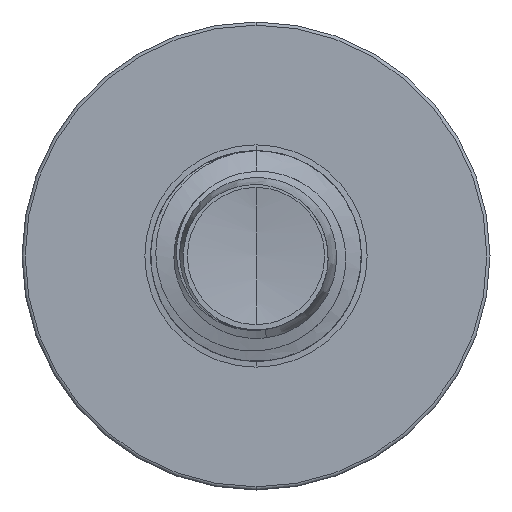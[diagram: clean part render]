
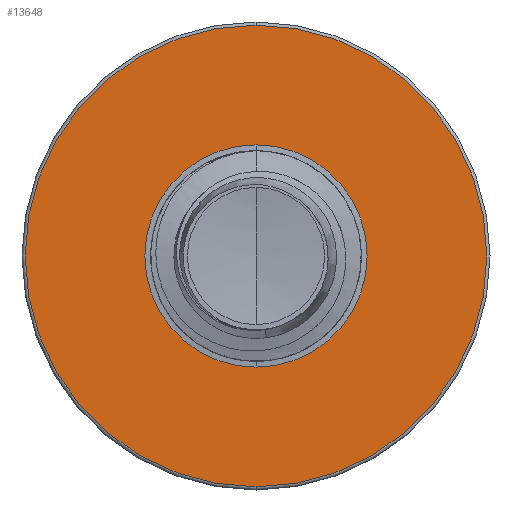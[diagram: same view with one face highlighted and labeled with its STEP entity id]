
A CAD part, front view. The second image highlights one B-rep face of the part: STEP entity #13648.
In plain terms, the highlighted planar face has unit normal (0, -1, 0).
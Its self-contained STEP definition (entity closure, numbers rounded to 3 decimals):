
#269 = EDGE_CURVE ( 'NONE', #21371, #15963, #6416, .T. ) ;
#315 = EDGE_CURVE ( 'NONE', #19520, #11962, #11587, .T. ) ;
#2217 = FACE_OUTER_BOUND ( 'NONE', #10611, .T. ) ;
#3287 = AXIS2_PLACEMENT_3D ( 'NONE', #3895, #3865, #3828 ) ;
#3828 = DIRECTION ( 'NONE',  ( 0., 0., 1. ) ) ;
#3865 = DIRECTION ( 'NONE',  ( 0., 1., 0. ) ) ;
#3895 = CARTESIAN_POINT ( 'NONE',  ( 0., 11., 0. ) ) ;
#4411 = CARTESIAN_POINT ( 'NONE',  ( 0., 11., -2.375 ) ) ;
#4912 = CARTESIAN_POINT ( 'NONE',  ( 0., 11., 0. ) ) ;
#5436 = ORIENTED_EDGE ( 'NONE', *, *, #19266, .F. ) ;
#5772 = DIRECTION ( 'NONE',  ( 0., 1., 0. ) ) ;
#6416 = CIRCLE ( 'NONE', #8705, 2.375 ) ;
#6440 = CARTESIAN_POINT ( 'NONE',  ( 0., 11., 0. ) ) ;
#6487 = CARTESIAN_POINT ( 'NONE',  ( 0., 11., 0. ) ) ;
#7228 = AXIS2_PLACEMENT_3D ( 'NONE', #6487, #7969, #7230 ) ;
#7230 = DIRECTION ( 'NONE',  ( 0., 0., 1. ) ) ;
#7317 = DIRECTION ( 'NONE',  ( 0., 0., 1. ) ) ;
#7620 = CARTESIAN_POINT ( 'NONE',  ( 0., 11., -4.932 ) ) ;
#7909 = DIRECTION ( 'NONE',  ( 0., 0., 1. ) ) ;
#7969 = DIRECTION ( 'NONE',  ( 0., 1., 0. ) ) ;
#8114 = CIRCLE ( 'NONE', #3287, 2.375 ) ;
#8705 = AXIS2_PLACEMENT_3D ( 'NONE', #6440, #5772, #7909 ) ;
#9362 = CARTESIAN_POINT ( 'NONE',  ( 0., 11., 4.933 ) ) ;
#10611 = EDGE_LOOP ( 'NONE', ( #5436, #21688 ) ) ;
#11302 = EDGE_LOOP ( 'NONE', ( #18903, #18676 ) ) ;
#11587 = CIRCLE ( 'NONE', #7228, 4.933 ) ;
#11962 = VERTEX_POINT ( 'NONE', #9362 ) ;
#13648 = ADVANCED_FACE ( 'NONE', ( #2217, #17195 ), #15760, .F. ) ;
#13775 = AXIS2_PLACEMENT_3D ( 'NONE', #4912, #17776, #7317 ) ;
#13968 = CIRCLE ( 'NONE', #13775, 4.933 ) ;
#15737 = DIRECTION ( 'NONE',  ( 0., 0., 1. ) ) ;
#15760 = PLANE ( 'NONE',  #18777 ) ;
#15822 = CARTESIAN_POINT ( 'NONE',  ( 0., 11., -2.375 ) ) ;
#15963 = VERTEX_POINT ( 'NONE', #4411 ) ;
#16214 = EDGE_CURVE ( 'NONE', #15963, #21371, #8114, .T. ) ;
#17187 = DIRECTION ( 'NONE',  ( 0., 1., 0. ) ) ;
#17195 = FACE_BOUND ( 'NONE', #11302, .T. ) ;
#17776 = DIRECTION ( 'NONE',  ( 0., 1., 0. ) ) ;
#18676 = ORIENTED_EDGE ( 'NONE', *, *, #16214, .T. ) ;
#18777 = AXIS2_PLACEMENT_3D ( 'NONE', #15822, #17187, #15737 ) ;
#18903 = ORIENTED_EDGE ( 'NONE', *, *, #269, .T. ) ;
#18956 = CARTESIAN_POINT ( 'NONE',  ( 0., 11., 2.375 ) ) ;
#19266 = EDGE_CURVE ( 'NONE', #11962, #19520, #13968, .T. ) ;
#19520 = VERTEX_POINT ( 'NONE', #7620 ) ;
#21371 = VERTEX_POINT ( 'NONE', #18956 ) ;
#21688 = ORIENTED_EDGE ( 'NONE', *, *, #315, .F. ) ;
